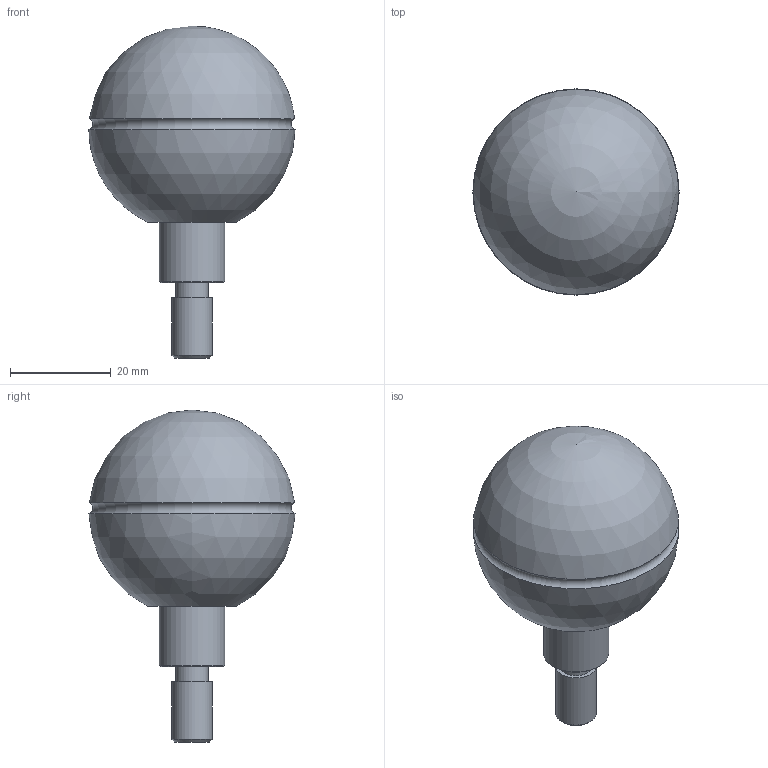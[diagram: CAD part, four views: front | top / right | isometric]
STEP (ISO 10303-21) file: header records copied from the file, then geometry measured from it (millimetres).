
FILE_DESCRIPTION( ( 'Unknown' ), '1' );
FILE_NAME( '6150005_PBGE41.stp', 'Unknown', ( 'Unknown' ), ( 'Unknown' ), 'PSStep 11.0', 'Unknown', ' ' );
FILE_SCHEMA( ( 'AUTOMOTIVE_DESIGN { 1 0 10303 214 1 1 1 1 }' ) );
Length unit declared in the file: millimetre
Products named in the file (1): 8900257
Bounding box: 41 x 41 x 66 mm (x, y, z)
Volume: 37885.1 mm3; surface area: 6369.5 mm2
Topology: 1 solids, 3 shells, 38 faces, 91 edges, 59 vertices
Faces by surface type: plane 24, cylinder 6, cone 5, sphere 2, torus 1
Full cylindrical faces by diameter (mm): 4.1 x1, 6.5 x1, 8 x1, 9.6 x1, 13 x2
Entity records: 1318 total; most frequent: DIRECTION 180, CARTESIAN_POINT 166, ORIENTED_EDGE 144, EDGE_CURVE 72, AXIS2_PLACEMENT_3D 69, EDGE_LOOP 56, VERTEX_POINT 55, FACE_OUTER_BOUND 46
